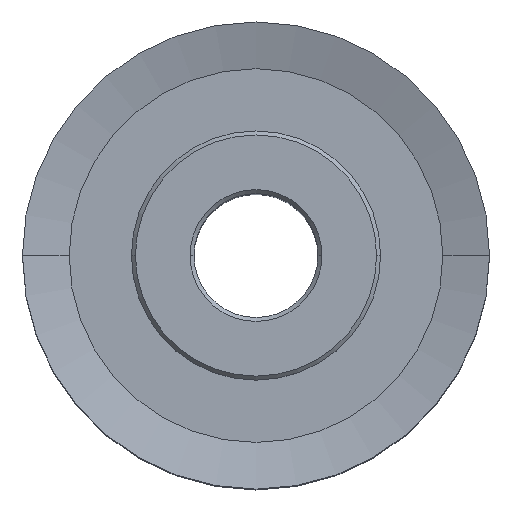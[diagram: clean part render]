
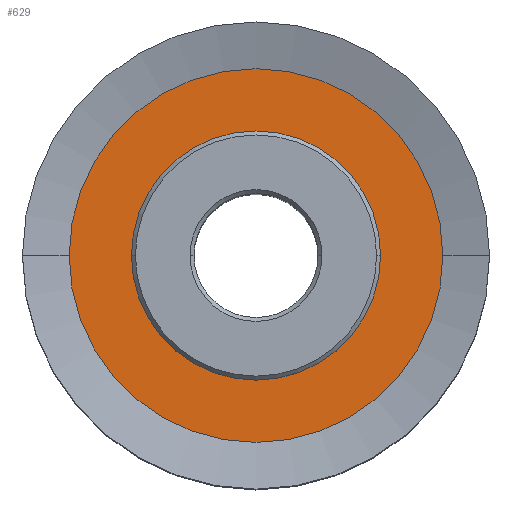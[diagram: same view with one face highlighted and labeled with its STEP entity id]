
A CAD part, top view. The second image highlights one B-rep face of the part: STEP entity #629.
In plain terms, the highlighted planar face has unit normal (0, 0, 1).
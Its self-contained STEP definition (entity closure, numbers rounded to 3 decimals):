
#242 = VERTEX_POINT ( 'NONE', #1806 ) ;
#251 = EDGE_CURVE ( 'NONE', #242, #2755, #359, .T. ) ;
#351 = DIRECTION ( 'NONE',  ( 0., 0., 1. ) ) ;
#355 = FACE_OUTER_BOUND ( 'NONE', #2891, .T. ) ;
#359 = CIRCLE ( 'NONE', #493, 4. ) ;
#379 = CIRCLE ( 'NONE', #711, 4. ) ;
#386 = CARTESIAN_POINT ( 'NONE',  ( 6., 0., 7.75 ) ) ;
#493 = AXIS2_PLACEMENT_3D ( 'NONE', #1568, #2856, #709 ) ;
#573 = EDGE_LOOP ( 'NONE', ( #1175, #807 ) ) ;
#629 = ADVANCED_FACE ( 'NONE', ( #2154, #355 ), #2364, .F. ) ;
#696 = EDGE_CURVE ( 'NONE', #2755, #242, #379, .T. ) ;
#704 = VERTEX_POINT ( 'NONE', #846 ) ;
#709 = DIRECTION ( 'NONE',  ( 1., 0., 0. ) ) ;
#710 = EDGE_CURVE ( 'NONE', #704, #1934, #1006, .T. ) ;
#711 = AXIS2_PLACEMENT_3D ( 'NONE', #1385, #1124, #2203 ) ;
#760 = AXIS2_PLACEMENT_3D ( 'NONE', #1408, #351, #2184 ) ;
#807 = ORIENTED_EDGE ( 'NONE', *, *, #251, .F. ) ;
#846 = CARTESIAN_POINT ( 'NONE',  ( -6., 0., 7.75 ) ) ;
#914 = DIRECTION ( 'NONE',  ( 1., 0., 0. ) ) ;
#1006 = CIRCLE ( 'NONE', #1804, 6. ) ;
#1124 = DIRECTION ( 'NONE',  ( 0., 0., 1. ) ) ;
#1175 = ORIENTED_EDGE ( 'NONE', *, *, #696, .F. ) ;
#1336 = CARTESIAN_POINT ( 'NONE',  ( 4., 0., 7.75 ) ) ;
#1385 = CARTESIAN_POINT ( 'NONE',  ( 0., 0., 7.75 ) ) ;
#1408 = CARTESIAN_POINT ( 'NONE',  ( 0., 0., 7.75 ) ) ;
#1568 = CARTESIAN_POINT ( 'NONE',  ( 0., 0., 7.75 ) ) ;
#1574 = DIRECTION ( 'NONE',  ( 0., 0., -1. ) ) ;
#1804 = AXIS2_PLACEMENT_3D ( 'NONE', #2752, #3007, #914 ) ;
#1806 = CARTESIAN_POINT ( 'NONE',  ( -4., 0., 7.75 ) ) ;
#1877 = ORIENTED_EDGE ( 'NONE', *, *, #710, .T. ) ;
#1934 = VERTEX_POINT ( 'NONE', #386 ) ;
#1963 = DIRECTION ( 'NONE',  ( -1., 0., 0. ) ) ;
#2024 = ORIENTED_EDGE ( 'NONE', *, *, #2675, .T. ) ;
#2154 = FACE_BOUND ( 'NONE', #573, .T. ) ;
#2184 = DIRECTION ( 'NONE',  ( 1., 0., 0. ) ) ;
#2203 = DIRECTION ( 'NONE',  ( 1., 0., 0. ) ) ;
#2341 = AXIS2_PLACEMENT_3D ( 'NONE', #3155, #1574, #1963 ) ;
#2364 = PLANE ( 'NONE',  #2341 ) ;
#2675 = EDGE_CURVE ( 'NONE', #1934, #704, #2923, .T. ) ;
#2752 = CARTESIAN_POINT ( 'NONE',  ( 0., 0., 7.75 ) ) ;
#2755 = VERTEX_POINT ( 'NONE', #1336 ) ;
#2856 = DIRECTION ( 'NONE',  ( 0., 0., 1. ) ) ;
#2891 = EDGE_LOOP ( 'NONE', ( #2024, #1877 ) ) ;
#2923 = CIRCLE ( 'NONE', #760, 6. ) ;
#3007 = DIRECTION ( 'NONE',  ( 0., 0., 1. ) ) ;
#3155 = CARTESIAN_POINT ( 'NONE',  ( 0., 4., 7.75 ) ) ;
